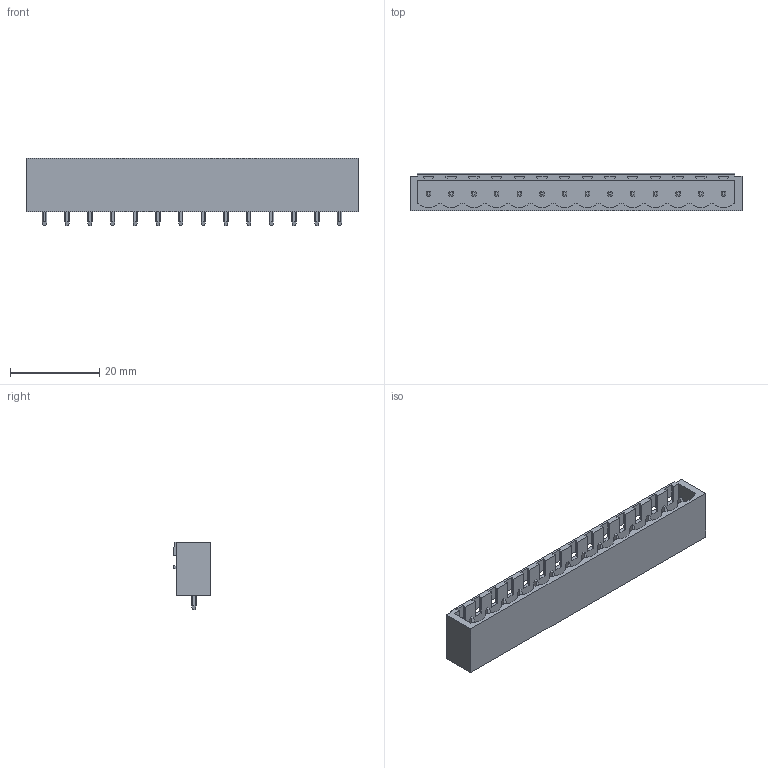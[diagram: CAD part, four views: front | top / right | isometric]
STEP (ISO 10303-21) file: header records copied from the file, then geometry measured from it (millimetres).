
FILE_DESCRIPTION(('CATIA V5 STEP Exchange','CAx-IF Rec.Pracs.--- Model Styling and Organization---1.2---2011-12-15'),'2;1');
FILE_NAME ('D1449197_0', '2018-10-27T07:27:12+00:00', ('none'), ('Weidmueller'), 'CATIA Version 5-6 Release 2014', 'CATIA V5 STEP AP214', 'none');
FILE_SCHEMA(('AUTOMOTIVE_DESIGN { 1 0 10303 214 1 1 1 1 }'));
Length unit declared in the file: millimetre
Products named in the file (1): 1149030000
Bounding box: 74.32 x 8.43 x 15.2 mm (x, y, z)
Volume: 3535 mm3; surface area: 5560.8 mm2
Topology: 15 solids, 15 shells, 527 faces, 1580 edges, 1057 vertices
Faces by surface type: plane 399, cylinder 128
Entity records: 16506 total; most frequent: CARTESIAN_POINT 3722, ORIENTED_EDGE 3160, DIRECTION 1844, EDGE_CURVE 1580, VECTOR 1100, LINE 1100, VERTEX_POINT 1057, EDGE_LOOP 557
